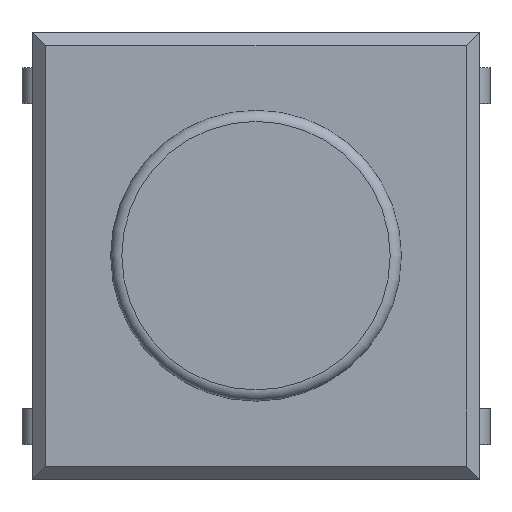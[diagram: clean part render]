
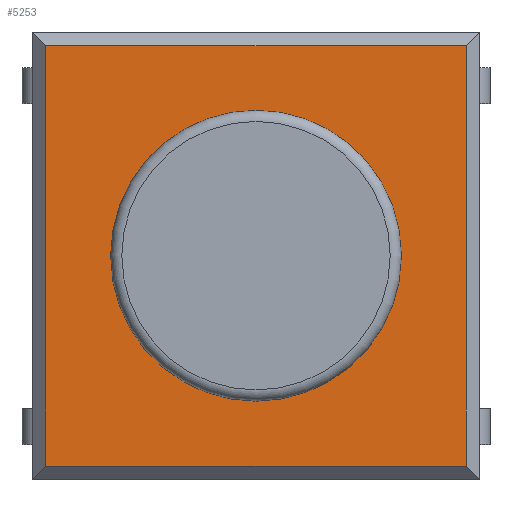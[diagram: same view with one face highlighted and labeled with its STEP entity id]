
A CAD part, top view. The second image highlights one B-rep face of the part: STEP entity #5253.
In plain terms, the highlighted planar face has unit normal (0, 0, 1).
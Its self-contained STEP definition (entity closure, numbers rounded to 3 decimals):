
#3427=CARTESIAN_POINT('',(3.25,0.,5.1));
#3428=VERTEX_POINT('',#3427);
#3429=CARTESIAN_POINT('',(0.0,0.0,5.1));
#3430=DIRECTION('',(0.0,0.0,-1.0));
#3431=DIRECTION('',(-1.0,0.0,0.0));
#3432=AXIS2_PLACEMENT_3D('',#3429,#3430,#3431);
#3433=CIRCLE('',#3432,3.25);
#3434=EDGE_CURVE('',#3428,#3428,#3433,.T.);
#5052=CARTESIAN_POINT('',(4.7,4.7,5.1));
#5053=VERTEX_POINT('',#5052);
#5054=CARTESIAN_POINT('',(4.7,-4.7,5.1));
#5055=VERTEX_POINT('',#5054);
#5056=CARTESIAN_POINT('',(4.7,4.7,5.1));
#5057=DIRECTION('',(0.0,-1.0,0.0));
#5058=VECTOR('',#5057,9.4);
#5059=LINE('',#5056,#5058);
#5060=EDGE_CURVE('',#5053,#5055,#5059,.T.);
#5083=CARTESIAN_POINT('',(-4.7,-4.7,5.1));
#5084=VERTEX_POINT('',#5083);
#5085=CARTESIAN_POINT('',(4.7,-4.7,5.1));
#5086=DIRECTION('',(-1.0,0.0,0.0));
#5087=VECTOR('',#5086,9.4);
#5088=LINE('',#5085,#5087);
#5089=EDGE_CURVE('',#5055,#5084,#5088,.T.);
#5112=CARTESIAN_POINT('',(-4.7,4.7,5.1));
#5113=VERTEX_POINT('',#5112);
#5114=CARTESIAN_POINT('',(-4.7,-4.7,5.1));
#5115=DIRECTION('',(0.0,1.0,0.0));
#5116=VECTOR('',#5115,9.4);
#5117=LINE('',#5114,#5116);
#5118=EDGE_CURVE('',#5084,#5113,#5117,.T.);
#5136=CARTESIAN_POINT('',(-4.7,4.7,5.1));
#5137=DIRECTION('',(1.0,0.0,0.0));
#5138=VECTOR('',#5137,9.4);
#5139=LINE('',#5136,#5138);
#5140=EDGE_CURVE('',#5113,#5053,#5139,.T.);
#5239=CARTESIAN_POINT('',(0.,0.,5.1));
#5240=DIRECTION('',(0.0,0.0,1.0));
#5241=DIRECTION('',(1.0,0.0,0.0));
#5242=AXIS2_PLACEMENT_3D('',#5239,#5240,#5241);
#5243=PLANE('',#5242);
#5244=ORIENTED_EDGE('',*,*,#5060,.F.);
#5245=ORIENTED_EDGE('',*,*,#5140,.F.);
#5246=ORIENTED_EDGE('',*,*,#5118,.F.);
#5247=ORIENTED_EDGE('',*,*,#5089,.F.);
#5248=EDGE_LOOP('',(#5244,#5245,#5246,#5247));
#5249=FACE_OUTER_BOUND('',#5248,.T.);
#5250=ORIENTED_EDGE('',*,*,#3434,.T.);
#5251=EDGE_LOOP('',(#5250));
#5252=FACE_BOUND('',#5251,.T.);
#5253=ADVANCED_FACE('',(#5249,#5252),#5243,.T.);
